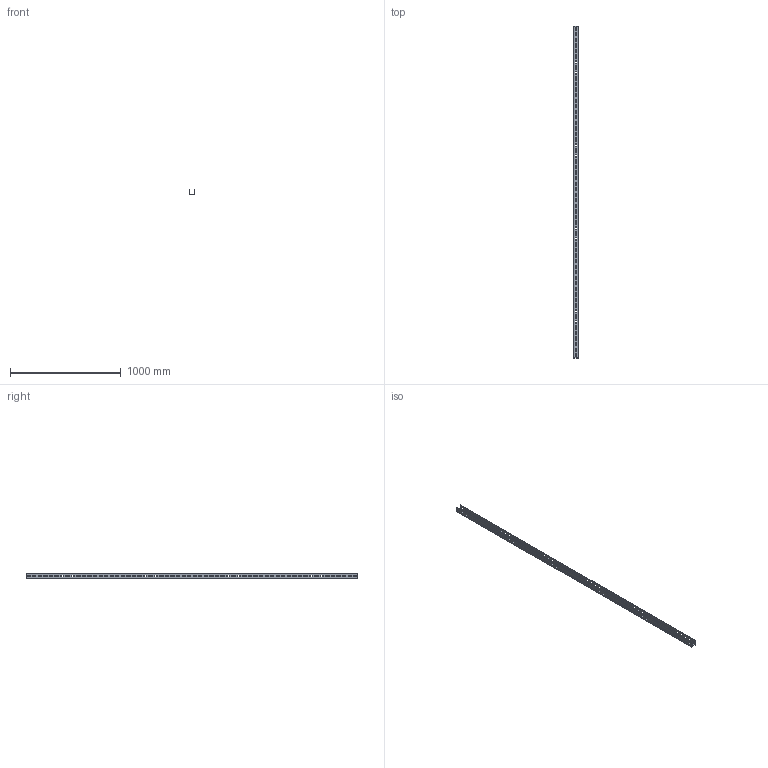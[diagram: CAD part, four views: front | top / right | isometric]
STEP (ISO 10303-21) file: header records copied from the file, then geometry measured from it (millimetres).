
FILE_DESCRIPTION((''),'2;1');
FILE_NAME('6340989','2012-07-24T',('AndreasKeweloh'),(''),'PRO/ENGINEER BY PARAMETRIC TECHNOLOGY CORPORATION, 2012130','PRO/ENGINEER BY PARAMETRIC TECHNOLOGY CORPORATION, 2012130','');
FILE_SCHEMA(('CONFIG_CONTROL_DESIGN'));
Length unit declared in the file: millimetre
Products named in the file (1): 6340989
Bounding box: 50 x 3000 x 50 mm (x, y, z)
Volume: 932980.4 mm3; surface area: 794748.4 mm2
Topology: 1 solids, 1 shells, 734 faces, 2196 edges, 1464 vertices
Faces by surface type: plane 370, cylinder 364
Entity records: 25666 total; most frequent: CARTESIAN_POINT 4394, DIRECTION 4392, ORIENTED_EDGE 4392, EDGE_CURVE 2196, VECTOR 1468, LINE 1468, VERTEX_POINT 1464, AXIS2_PLACEMENT_3D 1462
